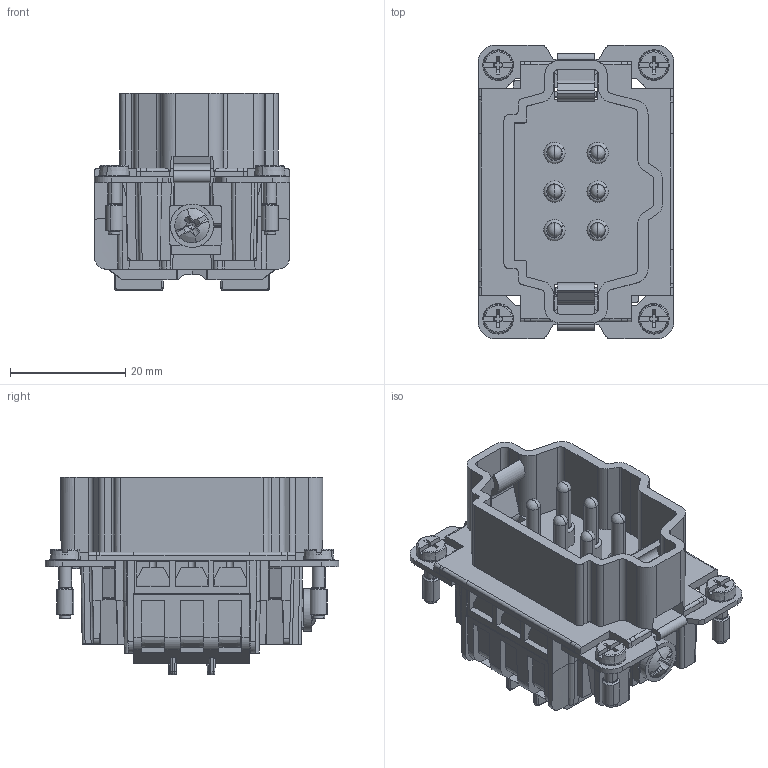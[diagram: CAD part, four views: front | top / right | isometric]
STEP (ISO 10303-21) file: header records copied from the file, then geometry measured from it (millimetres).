
FILE_DESCRIPTION(('CATIA V5 STEP Exchange','CAx-IF Rec.Pracs.--- Model Styling and Organization---1.5--- 2016-08-15','CAx-IF Rec.Pracs.---Supplemental Geometry---1.0---2011-11-01','CAx-IF Rec.Pracs.--- Composite Materials ---1.1---2010-07-15'),'2;1');
FILE_NAME ('1968682-3_0', '2025-04-28T05:39:07+00:00', ('none'), ('Weidmueller'), 'CATIA Version 5-6 Release 2022 SP4 HF5', 'CATIA V5 STEP AP214 v3', 'none');
FILE_SCHEMA(('AUTOMOTIVE_DESIGN { 1 0 10303 214 1 1 1 1 }'));
Length unit declared in the file: millimetre
Products named in the file (1): 3001200000
Bounding box: 34 x 51 x 34.25 mm (x, y, z)
Volume: 20801.5 mm3; surface area: 16052.5 mm2
Topology: 1 solids, 13 shells, 1428 faces, 4110 edges, 2721 vertices
Faces by surface type: plane 858, cylinder 403, cone 61, torus 56, bspline 24, extrusion 22, sphere 4
Entity records: 47785 total; most frequent: CARTESIAN_POINT 12486, ORIENTED_EDGE 8214, DIRECTION 5805, EDGE_CURVE 4107, VECTOR 2859, LINE 2837, VERTEX_POINT 2721, AXIS2_PLACEMENT_3D 1868
